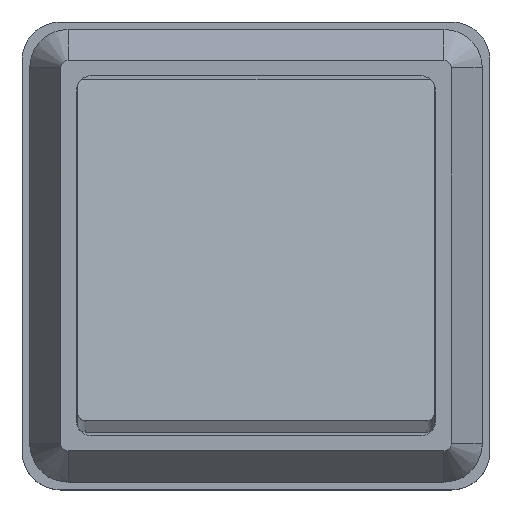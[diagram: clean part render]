
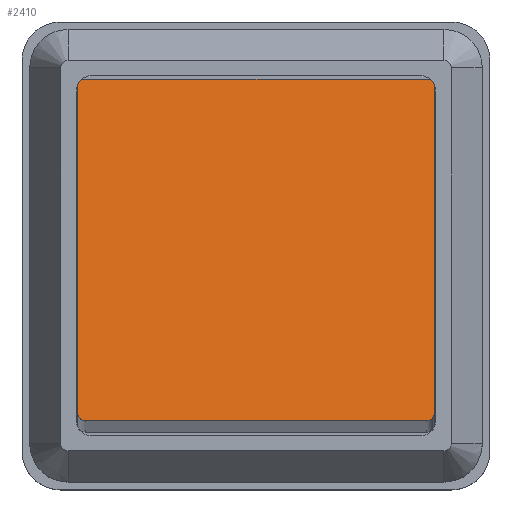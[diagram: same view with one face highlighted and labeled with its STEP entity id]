
A CAD part, top view. The second image highlights one B-rep face of the part: STEP entity #2410.
In plain terms, the highlighted planar face has unit normal (0, 0.144, 0.99).
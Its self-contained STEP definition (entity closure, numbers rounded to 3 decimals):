
#11 = CARTESIAN_POINT ( 'NONE',  ( -22.844, -21.528, 37. ) ) ;
#15 = DIRECTION ( 'NONE',  ( 0., 0.99, -0.144 ) ) ;
#88 = EDGE_CURVE ( 'NONE', #1551, #238, #1418, .T. ) ;
#94 = DIRECTION ( 'NONE',  ( -1., 0., 0. ) ) ;
#130 = EDGE_CURVE ( 'NONE', #2687, #882, #936, .T. ) ;
#164 = CARTESIAN_POINT ( 'NONE',  ( 23.136, 22.586, 30.56 ) ) ;
#216 = VECTOR ( 'NONE', #235, 1000. ) ;
#229 = CARTESIAN_POINT ( 'NONE',  ( -22.259, -21.528, 37. ) ) ;
#235 = DIRECTION ( 'NONE',  ( 0., -0.99, 0.144 ) ) ;
#238 = VERTEX_POINT ( 'NONE', #1037 ) ;
#246 = DIRECTION ( 'NONE',  ( 0., -0.99, 0.144 ) ) ;
#247 =( BOUNDED_CURVE ( )  B_SPLINE_CURVE ( 3, ( #1456, #1659, #11, #1467 ),
 .UNSPECIFIED., .F., .T. ) 
 B_SPLINE_CURVE_WITH_KNOTS ( ( 4, 4 ),
 ( 1.571, 3.142 ),
 .UNSPECIFIED. ) 
 CURVE ( )  GEOMETRIC_REPRESENTATION_ITEM ( )  RATIONAL_B_SPLINE_CURVE ( ( 1., 0.805, 0.805, 1. ) ) 
 REPRESENTATION_ITEM ( '' )  );
#302 = ORIENTED_EDGE ( 'NONE', *, *, #1393, .T. ) ;
#507 = CARTESIAN_POINT ( 'NONE',  ( -22.733, 23., 30.5 ) ) ;
#656 = EDGE_CURVE ( 'NONE', #2000, #238, #1070, .T. ) ;
#832 = VERTEX_POINT ( 'NONE', #2203 ) ;
#849 = CARTESIAN_POINT ( 'NONE',  ( 22.733, 23., 30.5 ) ) ;
#882 = VERTEX_POINT ( 'NONE', #2685 ) ;
#907 = LINE ( 'NONE', #1892, #216 ) ;
#929 = CARTESIAN_POINT ( 'NONE',  ( 23.261, -21.117, 36.94 ) ) ;
#931 = CARTESIAN_POINT ( 'NONE',  ( 23.261, -21.528, 37. ) ) ;
#936 =( BOUNDED_CURVE ( )  B_SPLINE_CURVE ( 3, ( #2528, #1544, #1740, #507 ),
 .UNSPECIFIED., .F., .F. ) 
 B_SPLINE_CURVE_WITH_KNOTS ( ( 4, 4 ),
 ( 2.022, 2.451 ),
 .UNSPECIFIED. ) 
 CURVE ( )  GEOMETRIC_REPRESENTATION_ITEM ( )  RATIONAL_B_SPLINE_CURVE ( ( 1., 0.985, 0.985, 1. ) ) 
 REPRESENTATION_ITEM ( '' )  );
#978 = ORIENTED_EDGE ( 'NONE', *, *, #656, .F. ) ;
#995 = CARTESIAN_POINT ( 'NONE',  ( 22.957, 22.815, 30.527 ) ) ;
#1011 =( BOUNDED_CURVE ( )  B_SPLINE_CURVE ( 3, ( #2457, #995, #164, #1623 ),
 .UNSPECIFIED., .F., .F. ) 
 B_SPLINE_CURVE_WITH_KNOTS ( ( 4, 4 ),
 ( 3.832, 4.265 ),
 .UNSPECIFIED. ) 
 CURVE ( )  GEOMETRIC_REPRESENTATION_ITEM ( )  RATIONAL_B_SPLINE_CURVE ( ( 1., 0.984, 0.984, 1. ) ) 
 REPRESENTATION_ITEM ( '' )  );
#1036 = ORIENTED_EDGE ( 'NONE', *, *, #1122, .F. ) ;
#1037 = CARTESIAN_POINT ( 'NONE',  ( 23.261, -20.536, 36.855 ) ) ;
#1070 = LINE ( 'NONE', #1903, #1574 ) ;
#1122 = EDGE_CURVE ( 'NONE', #1551, #1442, #1888, .T. ) ;
#1141 = CARTESIAN_POINT ( 'NONE',  ( 23.261, -20.536, 36.855 ) ) ;
#1256 = DIRECTION ( 'NONE',  ( 0., -0.144, -0.99 ) ) ;
#1285 = EDGE_CURVE ( 'NONE', #882, #1423, #2051, .T. ) ;
#1347 = CARTESIAN_POINT ( 'NONE',  ( 23.261, 22.324, 30.599 ) ) ;
#1350 = VECTOR ( 'NONE', #94, 1000. ) ;
#1393 = EDGE_CURVE ( 'NONE', #832, #1442, #247, .T. ) ;
#1418 =( BOUNDED_CURVE ( )  B_SPLINE_CURVE ( 3, ( #2397, #2180, #929, #1141 ),
 .UNSPECIFIED., .F., .T. ) 
 B_SPLINE_CURVE_WITH_KNOTS ( ( 4, 4 ),
 ( 0., 1.571 ),
 .UNSPECIFIED. ) 
 CURVE ( )  GEOMETRIC_REPRESENTATION_ITEM ( )  RATIONAL_B_SPLINE_CURVE ( ( 1., 0.805, 0.805, 1. ) ) 
 REPRESENTATION_ITEM ( '' )  );
#1423 = VERTEX_POINT ( 'NONE', #849 ) ;
#1442 = VERTEX_POINT ( 'NONE', #229 ) ;
#1456 = CARTESIAN_POINT ( 'NONE',  ( -23.259, -20.536, 36.855 ) ) ;
#1467 = CARTESIAN_POINT ( 'NONE',  ( -22.259, -21.528, 37. ) ) ;
#1500 = VECTOR ( 'NONE', #1541, 1000. ) ;
#1515 = CARTESIAN_POINT ( 'NONE',  ( 22.261, -21.528, 37. ) ) ;
#1541 = DIRECTION ( 'NONE',  ( 1., 0., 0. ) ) ;
#1544 = CARTESIAN_POINT ( 'NONE',  ( -23.133, 22.59, 30.56 ) ) ;
#1551 = VERTEX_POINT ( 'NONE', #1515 ) ;
#1574 = VECTOR ( 'NONE', #246, 1000. ) ;
#1582 = CARTESIAN_POINT ( 'NONE',  ( -23.259, 22.33, 30.598 ) ) ;
#1623 = CARTESIAN_POINT ( 'NONE',  ( 23.261, 22.324, 30.599 ) ) ;
#1659 = CARTESIAN_POINT ( 'NONE',  ( -23.259, -21.117, 36.94 ) ) ;
#1670 = AXIS2_PLACEMENT_3D ( 'NONE', #2094, #1256, #15 ) ;
#1737 = ORIENTED_EDGE ( 'NONE', *, *, #130, .F. ) ;
#1740 = CARTESIAN_POINT ( 'NONE',  ( -22.955, 22.816, 30.527 ) ) ;
#1888 = LINE ( 'NONE', #931, #1350 ) ;
#1892 = CARTESIAN_POINT ( 'NONE',  ( -23.259, 23., 30.5 ) ) ;
#1903 = CARTESIAN_POINT ( 'NONE',  ( 23.261, 23., 30.5 ) ) ;
#2000 = VERTEX_POINT ( 'NONE', #1347 ) ;
#2039 = ORIENTED_EDGE ( 'NONE', *, *, #2060, .T. ) ;
#2051 = LINE ( 'NONE', #2159, #1500 ) ;
#2060 = EDGE_CURVE ( 'NONE', #2687, #832, #907, .T. ) ;
#2094 = CARTESIAN_POINT ( 'NONE',  ( 23.261, 23., 30.5 ) ) ;
#2159 = CARTESIAN_POINT ( 'NONE',  ( 0., 23., 30.5 ) ) ;
#2180 = CARTESIAN_POINT ( 'NONE',  ( 22.847, -21.528, 37. ) ) ;
#2203 = CARTESIAN_POINT ( 'NONE',  ( -23.259, -20.536, 36.855 ) ) ;
#2204 = EDGE_CURVE ( 'NONE', #1423, #2000, #1011, .T. ) ;
#2222 = ORIENTED_EDGE ( 'NONE', *, *, #88, .T. ) ;
#2397 = CARTESIAN_POINT ( 'NONE',  ( 22.261, -21.528, 37. ) ) ;
#2410 = ADVANCED_FACE ( 'NONE', ( #2637 ), #2515, .F. ) ;
#2443 = ORIENTED_EDGE ( 'NONE', *, *, #2204, .F. ) ;
#2457 = CARTESIAN_POINT ( 'NONE',  ( 22.733, 23., 30.5 ) ) ;
#2483 = EDGE_LOOP ( 'NONE', ( #1036, #2222, #978, #2443, #2592, #1737, #2039, #302 ) ) ;
#2515 = PLANE ( 'NONE',  #1670 ) ;
#2528 = CARTESIAN_POINT ( 'NONE',  ( -23.259, 22.33, 30.598 ) ) ;
#2592 = ORIENTED_EDGE ( 'NONE', *, *, #1285, .F. ) ;
#2637 = FACE_OUTER_BOUND ( 'NONE', #2483, .T. ) ;
#2685 = CARTESIAN_POINT ( 'NONE',  ( -22.733, 23., 30.5 ) ) ;
#2687 = VERTEX_POINT ( 'NONE', #1582 ) ;
